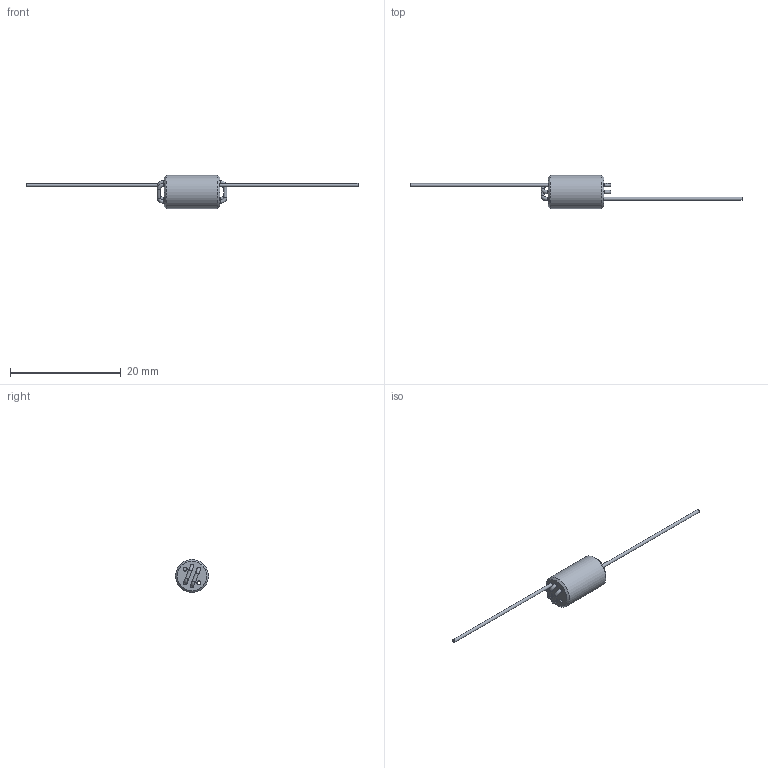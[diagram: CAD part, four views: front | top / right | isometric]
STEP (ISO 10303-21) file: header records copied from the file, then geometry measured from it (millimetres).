
FILE_DESCRIPTION( ( 'Unknown' ), '1' );
FILE_NAME( '74275046.stp', 'Unknown', ( 'Unknown' ), ( 'Unknown' ), 'XStep 1.0', 'Unknown', ' ' );
FILE_SCHEMA( ( 'automotive_design' ) );
Length unit declared in the file: millimetre
Products named in the file (2): 1; 2
Bounding box: 60 x 6 x 6 mm (x, y, z)
Volume: 290.7 mm3; surface area: 586.7 mm2
Topology: 2 solids, 2 shells, 30 faces, 64 edges, 38 vertices
Faces by surface type: cylinder 16, torus 8, plane 4, cone 2
Full cylindrical faces by diameter (mm): 0.6 x9, 0.7 x6, 6 x1
Entity records: 939 total; most frequent: DIRECTION 132, CARTESIAN_POINT 100, EDGE_LOOP 68, ORIENTED_EDGE 68, AXIS2_PLACEMENT_3D 66, FACE_OUTER_BOUND 54, EDGE_CURVE 34, VERTEX_POINT 34
